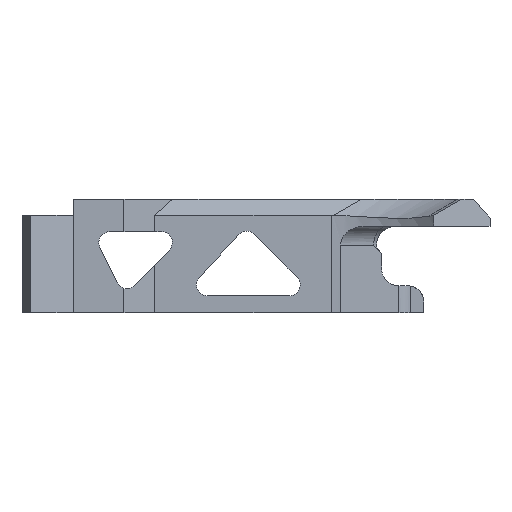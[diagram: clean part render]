
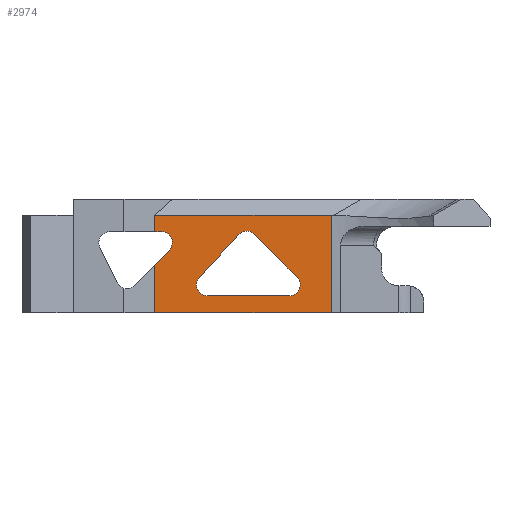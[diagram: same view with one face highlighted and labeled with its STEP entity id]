
A CAD part, left-side view. The second image highlights one B-rep face of the part: STEP entity #2974.
In plain terms, the highlighted planar face has unit normal (-1, 0, 0).
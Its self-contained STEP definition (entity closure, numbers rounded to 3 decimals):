
#38=FACE_BOUND('',#358,.T.);
#95=PLANE('',#3176);
#209=FACE_OUTER_BOUND('',#357,.T.);
#357=EDGE_LOOP('',(#2156,#2157,#2158,#2159,#2160,#2161,#2162,#2163));
#358=EDGE_LOOP('',(#2164,#2165,#2166,#2167,#2168,#2169));
#541=LINE('',#4342,#872);
#553=LINE('',#4373,#884);
#576=LINE('',#4434,#907);
#577=LINE('',#4437,#908);
#581=LINE('',#4445,#912);
#582=LINE('',#4447,#913);
#583=LINE('',#4448,#914);
#584=LINE('',#4451,#915);
#585=LINE('',#4455,#916);
#586=LINE('',#4459,#917);
#872=VECTOR('',#3509,10.);
#884=VECTOR('',#3537,10.);
#907=VECTOR('',#3590,10.);
#908=VECTOR('',#3593,10.);
#912=VECTOR('',#3599,10.);
#913=VECTOR('',#3600,25.);
#914=VECTOR('',#3601,10.);
#915=VECTOR('',#3602,10.);
#916=VECTOR('',#3605,10.);
#917=VECTOR('',#3608,10.);
#1176=CIRCLE('',#3157,2.);
#1184=CIRCLE('',#3177,2.);
#1185=CIRCLE('',#3178,2.);
#1186=CIRCLE('',#3179,2.);
#1288=VERTEX_POINT('',#4339);
#1289=VERTEX_POINT('',#4341);
#1296=VERTEX_POINT('',#4361);
#1300=VERTEX_POINT('',#4372);
#1323=VERTEX_POINT('',#4432);
#1324=VERTEX_POINT('',#4436);
#1327=VERTEX_POINT('',#4444);
#1328=VERTEX_POINT('',#4446);
#1329=VERTEX_POINT('',#4449);
#1330=VERTEX_POINT('',#4450);
#1331=VERTEX_POINT('',#4452);
#1332=VERTEX_POINT('',#4454);
#1333=VERTEX_POINT('',#4456);
#1334=VERTEX_POINT('',#4458);
#1612=EDGE_CURVE('',#1289,#1288,#541,.T.);
#1622=EDGE_CURVE('',#1289,#1296,#1176,.T.);
#1628=EDGE_CURVE('',#1300,#1296,#553,.T.);
#1659=EDGE_CURVE('',#1323,#1288,#576,.T.);
#1660=EDGE_CURVE('',#1300,#1324,#577,.T.);
#1664=EDGE_CURVE('',#1323,#1327,#581,.T.);
#1665=EDGE_CURVE('',#1328,#1327,#582,.T.);
#1666=EDGE_CURVE('',#1324,#1328,#583,.T.);
#1667=EDGE_CURVE('',#1329,#1330,#584,.T.);
#1668=EDGE_CURVE('',#1331,#1330,#1184,.T.);
#1669=EDGE_CURVE('',#1331,#1332,#585,.T.);
#1670=EDGE_CURVE('',#1333,#1332,#1185,.T.);
#1671=EDGE_CURVE('',#1333,#1334,#586,.T.);
#1672=EDGE_CURVE('',#1329,#1334,#1186,.T.);
#2156=ORIENTED_EDGE('',*,*,#1628,.T.);
#2157=ORIENTED_EDGE('',*,*,#1622,.F.);
#2158=ORIENTED_EDGE('',*,*,#1612,.T.);
#2159=ORIENTED_EDGE('',*,*,#1659,.F.);
#2160=ORIENTED_EDGE('',*,*,#1664,.T.);
#2161=ORIENTED_EDGE('',*,*,#1665,.F.);
#2162=ORIENTED_EDGE('',*,*,#1666,.F.);
#2163=ORIENTED_EDGE('',*,*,#1660,.F.);
#2164=ORIENTED_EDGE('',*,*,#1667,.T.);
#2165=ORIENTED_EDGE('',*,*,#1668,.F.);
#2166=ORIENTED_EDGE('',*,*,#1669,.T.);
#2167=ORIENTED_EDGE('',*,*,#1670,.F.);
#2168=ORIENTED_EDGE('',*,*,#1671,.T.);
#2169=ORIENTED_EDGE('',*,*,#1672,.F.);
#2974=ADVANCED_FACE('',(#209,#38),#95,.T.);
#3157=AXIS2_PLACEMENT_3D('',#4362,#3527,#3528);
#3176=AXIS2_PLACEMENT_3D('',#4443,#3597,#3598);
#3177=AXIS2_PLACEMENT_3D('',#4453,#3603,#3604);
#3178=AXIS2_PLACEMENT_3D('',#4457,#3606,#3607);
#3179=AXIS2_PLACEMENT_3D('',#4460,#3609,#3610);
#3509=DIRECTION('',(0.,0.696,-0.718));
#3527=DIRECTION('center_axis',(-1.,0.,0.));
#3528=DIRECTION('ref_axis',(0.,-0.921,0.39));
#3537=DIRECTION('',(0.,-1.,0.));
#3590=DIRECTION('',(0.,0.,1.));
#3593=DIRECTION('',(0.,0.,1.));
#3597=DIRECTION('center_axis',(-1.,0.,0.));
#3598=DIRECTION('ref_axis',(0.,-1.,0.));
#3599=DIRECTION('',(0.,-1.,0.));
#3600=DIRECTION('',(0.,0.,-1.));
#3601=DIRECTION('',(0.,-1.,0.));
#3602=DIRECTION('',(0.,-0.678,0.735));
#3603=DIRECTION('center_axis',(-1.,0.,0.));
#3604=DIRECTION('ref_axis',(0.,0.019,1.));
#3605=DIRECTION('',(0.,-0.704,-0.71));
#3606=DIRECTION('center_axis',(-1.,0.,0.));
#3607=DIRECTION('ref_axis',(0.,-0.923,-0.384));
#3608=DIRECTION('',(0.,1.,0.));
#3609=DIRECTION('center_axis',(-1.,0.,0.));
#3610=DIRECTION('ref_axis',(0.,0.916,-0.401));
#4339=CARTESIAN_POINT('',(-15.,-113.,-6.197));
#4341=CARTESIAN_POINT('',(-15.,-115.717,-3.391));
#4342=CARTESIAN_POINT('',(-15.,-113.8,-5.37));
#4361=CARTESIAN_POINT('',(-15.,-114.28,0.));
#4362=CARTESIAN_POINT('Origin',(-15.,-114.28,-2.));
#4372=CARTESIAN_POINT('',(-15.,-113.,0.));
#4373=CARTESIAN_POINT('',(-15.,-107.258,0.));
#4432=CARTESIAN_POINT('',(-15.,-113.,-15.));
#4434=CARTESIAN_POINT('',(-15.,-113.,-15.));
#4436=CARTESIAN_POINT('',(-15.,-113.,3.));
#4437=CARTESIAN_POINT('',(-15.,-113.,-15.));
#4443=CARTESIAN_POINT('Origin',(-15.,-113.,-15.));
#4444=CARTESIAN_POINT('',(-15.,-145.674,-15.));
#4445=CARTESIAN_POINT('',(-15.,-113.,-15.));
#4446=CARTESIAN_POINT('',(-15.,-145.674,3.));
#4447=CARTESIAN_POINT('',(-15.,-145.674,6.));
#4448=CARTESIAN_POINT('',(-15.,-119.75,3.));
#4449=CARTESIAN_POINT('',(-15.,-121.27,-8.474));
#4450=CARTESIAN_POINT('',(-15.,-128.583,-0.538));
#4451=CARTESIAN_POINT('',(-15.,-116.199,-13.977));
#4452=CARTESIAN_POINT('',(-15.,-131.473,-0.485));
#4453=CARTESIAN_POINT('Origin',(-15.,-130.054,-1.893));
#4454=CARTESIAN_POINT('',(-15.,-139.348,-8.42));
#4455=CARTESIAN_POINT('',(-15.,-129.783,1.219));
#4456=CARTESIAN_POINT('',(-15.,-137.929,-11.829));
#4457=CARTESIAN_POINT('Origin',(-15.,-137.929,-9.829));
#4458=CARTESIAN_POINT('',(-15.,-122.741,-11.829));
#4459=CARTESIAN_POINT('',(-15.,-127.865,-11.829));
#4460=CARTESIAN_POINT('Origin',(-15.,-122.741,-9.829));
